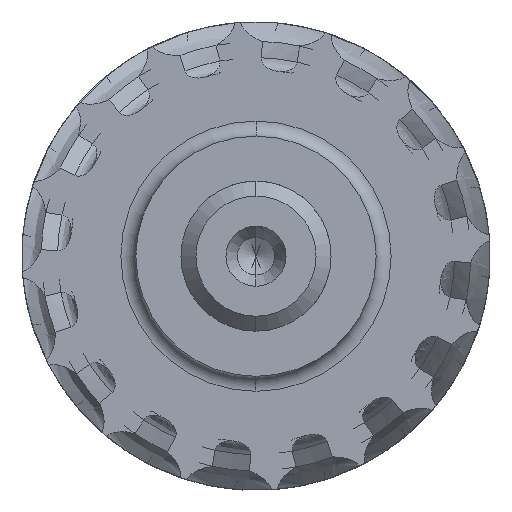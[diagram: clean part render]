
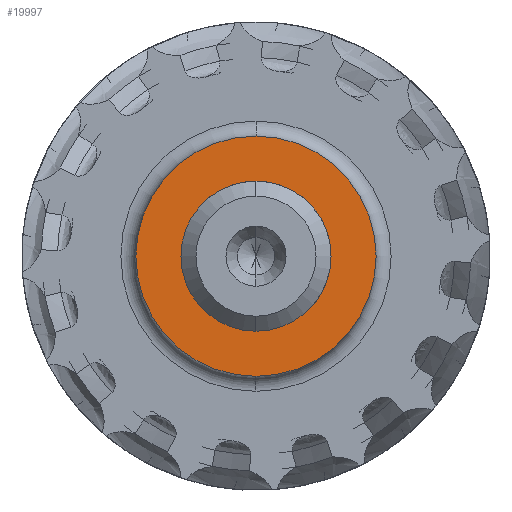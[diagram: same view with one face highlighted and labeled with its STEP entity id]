
A CAD part, left-side view. The second image highlights one B-rep face of the part: STEP entity #19997.
In plain terms, the highlighted planar face has unit normal (-1, 0, 0).
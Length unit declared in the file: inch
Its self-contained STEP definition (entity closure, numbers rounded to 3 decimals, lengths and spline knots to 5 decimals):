
#2920 = FACE_OUTER_BOUND ( 'NONE', #8157, .T. ) ;
#3636 = DIRECTION ( 'NONE',  ( -1., 0., 0. ) ) ;
#5007 = VERTEX_POINT ( 'NONE', #7676 ) ;
#5672 = EDGE_CURVE ( 'NONE', #12876, #13960, #30764, .T. ) ;
#5772 = CIRCLE ( 'NONE', #44320, 0.25 ) ;
#7551 = EDGE_LOOP ( 'NONE', ( #39384, #20008 ) ) ;
#7676 = CARTESIAN_POINT ( 'NONE',  ( 0.6875, 0., -0.25 ) ) ;
#7862 = VERTEX_POINT ( 'NONE', #16578 ) ;
#8157 = EDGE_LOOP ( 'NONE', ( #43254, #40378 ) ) ;
#9340 = CARTESIAN_POINT ( 'NONE',  ( 0.6875, 0., 0.15625 ) ) ;
#9566 = CIRCLE ( 'NONE', #19439, 0.25 ) ;
#11243 = CARTESIAN_POINT ( 'NONE',  ( 0.6875, 0., 0. ) ) ;
#11303 = DIRECTION ( 'NONE',  ( -1., 0., 0. ) ) ;
#12686 = DIRECTION ( 'NONE',  ( 0., 0., 1. ) ) ;
#12876 = VERTEX_POINT ( 'NONE', #18701 ) ;
#13960 = VERTEX_POINT ( 'NONE', #47171 ) ;
#15855 = FACE_BOUND ( 'NONE', #7551, .T. ) ;
#16353 = CIRCLE ( 'NONE', #36032, 0.14625 ) ;
#16578 = CARTESIAN_POINT ( 'NONE',  ( 0.6875, 0., 0.25 ) ) ;
#18701 = CARTESIAN_POINT ( 'NONE',  ( 0.6875, 0., 0.14625 ) ) ;
#19439 = AXIS2_PLACEMENT_3D ( 'NONE', #11243, #3636, #23886 ) ;
#19997 = ADVANCED_FACE ( 'NONE', ( #2920, #15855 ), #43561, .T. ) ;
#20008 = ORIENTED_EDGE ( 'NONE', *, *, #22381, .F. ) ;
#20206 = DIRECTION ( 'NONE',  ( -1., 0., 0. ) ) ;
#22381 = EDGE_CURVE ( 'NONE', #13960, #12876, #16353, .T. ) ;
#23886 = DIRECTION ( 'NONE',  ( 0., 0., 1. ) ) ;
#25634 = DIRECTION ( 'NONE',  ( 0., 0., 1. ) ) ;
#27270 = DIRECTION ( 'NONE',  ( 0., 0., 1. ) ) ;
#30764 = CIRCLE ( 'NONE', #44247, 0.14625 ) ;
#31574 = EDGE_CURVE ( 'NONE', #5007, #7862, #5772, .T. ) ;
#34027 = CARTESIAN_POINT ( 'NONE',  ( 0.6875, 0., 0. ) ) ;
#36032 = AXIS2_PLACEMENT_3D ( 'NONE', #41901, #11303, #50885 ) ;
#39384 = ORIENTED_EDGE ( 'NONE', *, *, #5672, .F. ) ;
#39479 = EDGE_CURVE ( 'NONE', #7862, #5007, #9566, .T. ) ;
#39615 = AXIS2_PLACEMENT_3D ( 'NONE', #9340, #52005, #25634 ) ;
#40378 = ORIENTED_EDGE ( 'NONE', *, *, #31574, .T. ) ;
#41901 = CARTESIAN_POINT ( 'NONE',  ( 0.6875, 0., 0. ) ) ;
#43254 = ORIENTED_EDGE ( 'NONE', *, *, #39479, .T. ) ;
#43561 = PLANE ( 'NONE',  #39615 ) ;
#44247 = AXIS2_PLACEMENT_3D ( 'NONE', #34027, #54544, #12686 ) ;
#44320 = AXIS2_PLACEMENT_3D ( 'NONE', #54437, #20206, #27270 ) ;
#47171 = CARTESIAN_POINT ( 'NONE',  ( 0.6875, 0., -0.14625 ) ) ;
#50885 = DIRECTION ( 'NONE',  ( 0., 0., 1. ) ) ;
#52005 = DIRECTION ( 'NONE',  ( -1., 0., 0. ) ) ;
#54437 = CARTESIAN_POINT ( 'NONE',  ( 0.6875, 0., 0. ) ) ;
#54544 = DIRECTION ( 'NONE',  ( -1., 0., 0. ) ) ;
